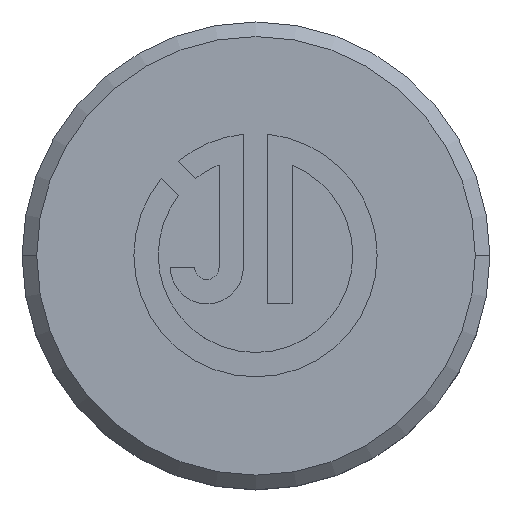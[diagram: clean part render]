
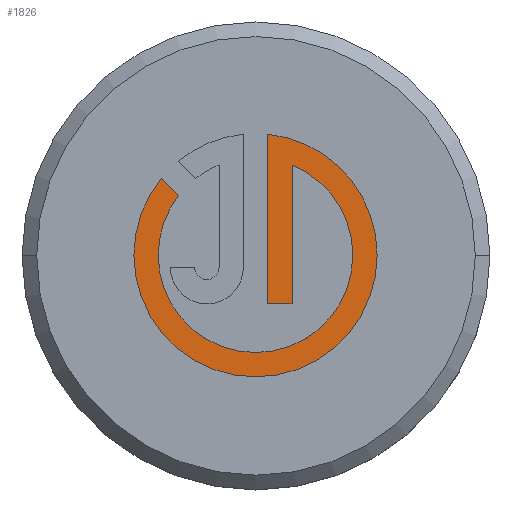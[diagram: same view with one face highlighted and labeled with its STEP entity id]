
A CAD part, top view. The second image highlights one B-rep face of the part: STEP entity #1826.
In plain terms, the highlighted planar face has unit normal (0, 0, 1).
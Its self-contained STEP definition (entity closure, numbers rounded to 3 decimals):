
#11 = EDGE_CURVE ( 'NONE', #2135, #1007, #397, .T. ) ;
#31 = DIRECTION ( 'NONE',  ( 0., 0., 1. ) ) ;
#69 = VERTEX_POINT ( 'NONE', #985 ) ;
#73 = CIRCLE ( 'NONE', #677, 3.328 ) ;
#93 = DIRECTION ( 'NONE',  ( 0., 0., -1. ) ) ;
#123 = ORIENTED_EDGE ( 'NONE', *, *, #648, .T. ) ;
#131 = ORIENTED_EDGE ( 'NONE', *, *, #11, .T. ) ;
#149 = DIRECTION ( 'NONE',  ( -1., 0., 0. ) ) ;
#151 = FACE_OUTER_BOUND ( 'NONE', #2231, .T. ) ;
#158 = EDGE_CURVE ( 'NONE', #520, #491, #1046, .T. ) ;
#174 = CARTESIAN_POINT ( 'NONE',  ( -0.016, 0.022, 79.9 ) ) ;
#182 = DIRECTION ( 'NONE',  ( 0., 0., -1. ) ) ;
#194 = VERTEX_POINT ( 'NONE', #1468 ) ;
#201 = LINE ( 'NONE', #1658, #621 ) ;
#203 = ORIENTED_EDGE ( 'NONE', *, *, #635, .T. ) ;
#266 = EDGE_CURVE ( 'NONE', #1261, #2139, #2189, .T. ) ;
#351 = DIRECTION ( 'NONE',  ( 1., 0., 0. ) ) ;
#352 = ORIENTED_EDGE ( 'NONE', *, *, #913, .T. ) ;
#368 = DIRECTION ( 'NONE',  ( 0., 0., 1. ) ) ;
#397 = CIRCLE ( 'NONE', #1914, 3.328 ) ;
#421 = VECTOR ( 'NONE', #2186, 1000. ) ;
#429 = CARTESIAN_POINT ( 'NONE',  ( 0.4, -1.642, 79.9 ) ) ;
#491 = VERTEX_POINT ( 'NONE', #1366 ) ;
#520 = VERTEX_POINT ( 'NONE', #1417 ) ;
#526 = VECTOR ( 'NONE', #1688, 1000. ) ;
#546 = CIRCLE ( 'NONE', #1890, 4.16 ) ;
#621 = VECTOR ( 'NONE', #1844, 1000. ) ;
#634 = ORIENTED_EDGE ( 'NONE', *, *, #1175, .T. ) ;
#635 = EDGE_CURVE ( 'NONE', #491, #2135, #73, .T. ) ;
#648 = EDGE_CURVE ( 'NONE', #2139, #1345, #1821, .T. ) ;
#667 = VERTEX_POINT ( 'NONE', #1470 ) ;
#677 = AXIS2_PLACEMENT_3D ( 'NONE', #1830, #773, #2008 ) ;
#699 = DIRECTION ( 'NONE',  ( 1., 0., 0. ) ) ;
#702 = CARTESIAN_POINT ( 'NONE',  ( -0.016, 0.022, 79.9 ) ) ;
#730 = CARTESIAN_POINT ( 'NONE',  ( 4.144, 0.022, 79.9 ) ) ;
#773 = DIRECTION ( 'NONE',  ( 0., 0., -1. ) ) ;
#870 = PLANE ( 'NONE',  #1291 ) ;
#885 = ORIENTED_EDGE ( 'NONE', *, *, #158, .T. ) ;
#891 = CARTESIAN_POINT ( 'NONE',  ( -0.016, 0.022, 79.9 ) ) ;
#913 = EDGE_CURVE ( 'NONE', #667, #194, #966, .T. ) ;
#966 = LINE ( 'NONE', #2099, #1782 ) ;
#985 = CARTESIAN_POINT ( 'NONE',  ( -4.176, 0.022, 79.9 ) ) ;
#1007 = VERTEX_POINT ( 'NONE', #1939 ) ;
#1008 = AXIS2_PLACEMENT_3D ( 'NONE', #702, #368, #351 ) ;
#1036 = CIRCLE ( 'NONE', #1240, 3.328 ) ;
#1041 = DIRECTION ( 'NONE',  ( -0.707, 0.707, 0. ) ) ;
#1046 = LINE ( 'NONE', #1876, #526 ) ;
#1054 = AXIS2_PLACEMENT_3D ( 'NONE', #891, #2123, #1062 ) ;
#1062 = DIRECTION ( 'NONE',  ( 1., 0., 0. ) ) ;
#1064 = CARTESIAN_POINT ( 'NONE',  ( -0.016, 0.022, 79.9 ) ) ;
#1113 = CARTESIAN_POINT ( 'NONE',  ( 0.4, 0., 79.9 ) ) ;
#1128 = CARTESIAN_POINT ( 'NONE',  ( -0.016, 0.022, 79.9 ) ) ;
#1175 = EDGE_CURVE ( 'NONE', #69, #1261, #2174, .T. ) ;
#1240 = AXIS2_PLACEMENT_3D ( 'NONE', #1128, #93, #1313 ) ;
#1246 = DIRECTION ( 'NONE',  ( 1., 0., 0. ) ) ;
#1261 = VERTEX_POINT ( 'NONE', #730 ) ;
#1291 = AXIS2_PLACEMENT_3D ( 'NONE', #1397, #1752, #699 ) ;
#1313 = DIRECTION ( 'NONE',  ( -1., 0., 0. ) ) ;
#1345 = VERTEX_POINT ( 'NONE', #429 ) ;
#1352 = EDGE_CURVE ( 'NONE', #1345, #520, #201, .T. ) ;
#1366 = CARTESIAN_POINT ( 'NONE',  ( 1.232, 3.107, 79.9 ) ) ;
#1397 = CARTESIAN_POINT ( 'NONE',  ( 0., 0., 79.9 ) ) ;
#1415 = ORIENTED_EDGE ( 'NONE', *, *, #1875, .T. ) ;
#1417 = CARTESIAN_POINT ( 'NONE',  ( 1.232, -1.642, 79.9 ) ) ;
#1427 = ORIENTED_EDGE ( 'NONE', *, *, #266, .T. ) ;
#1467 = ORIENTED_EDGE ( 'NONE', *, *, #2071, .T. ) ;
#1468 = CARTESIAN_POINT ( 'NONE',  ( -3.237, 2.655, 79.9 ) ) ;
#1470 = CARTESIAN_POINT ( 'NONE',  ( -2.645, 2.063, 79.9 ) ) ;
#1502 = CARTESIAN_POINT ( 'NONE',  ( 3.312, 0.022, 79.9 ) ) ;
#1658 = CARTESIAN_POINT ( 'NONE',  ( 0., -1.642, 79.9 ) ) ;
#1688 = DIRECTION ( 'NONE',  ( 0., 1., 0. ) ) ;
#1752 = DIRECTION ( 'NONE',  ( 0., 0., 1. ) ) ;
#1782 = VECTOR ( 'NONE', #1041, 1000. ) ;
#1821 = LINE ( 'NONE', #1113, #421 ) ;
#1826 = ADVANCED_FACE ( 'NONE', ( #151 ), #870, .T. ) ;
#1830 = CARTESIAN_POINT ( 'NONE',  ( -0.016, 0.022, 79.9 ) ) ;
#1844 = DIRECTION ( 'NONE',  ( 1., 0., 0. ) ) ;
#1867 = CARTESIAN_POINT ( 'NONE',  ( 0.4, 4.161, 79.9 ) ) ;
#1875 = EDGE_CURVE ( 'NONE', #194, #69, #546, .T. ) ;
#1876 = CARTESIAN_POINT ( 'NONE',  ( 1.232, 0., 79.9 ) ) ;
#1890 = AXIS2_PLACEMENT_3D ( 'NONE', #1064, #31, #1246 ) ;
#1914 = AXIS2_PLACEMENT_3D ( 'NONE', #174, #182, #149 ) ;
#1939 = CARTESIAN_POINT ( 'NONE',  ( -3.344, 0.022, 79.9 ) ) ;
#2008 = DIRECTION ( 'NONE',  ( -1., 0., 0. ) ) ;
#2043 = ORIENTED_EDGE ( 'NONE', *, *, #1352, .T. ) ;
#2071 = EDGE_CURVE ( 'NONE', #1007, #667, #1036, .T. ) ;
#2099 = CARTESIAN_POINT ( 'NONE',  ( -2.645, 2.063, 79.9 ) ) ;
#2123 = DIRECTION ( 'NONE',  ( 0., 0., 1. ) ) ;
#2135 = VERTEX_POINT ( 'NONE', #1502 ) ;
#2139 = VERTEX_POINT ( 'NONE', #1867 ) ;
#2174 = CIRCLE ( 'NONE', #1054, 4.16 ) ;
#2186 = DIRECTION ( 'NONE',  ( 0., -1., 0. ) ) ;
#2189 = CIRCLE ( 'NONE', #1008, 4.16 ) ;
#2231 = EDGE_LOOP ( 'NONE', ( #203, #131, #1467, #352, #1415, #634, #1427, #123, #2043, #885 ) ) ;
